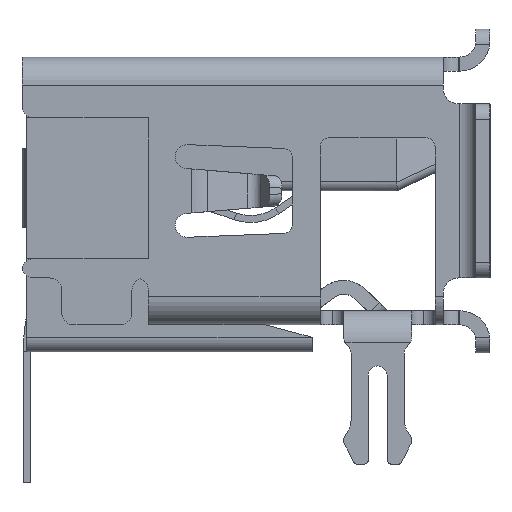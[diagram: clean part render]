
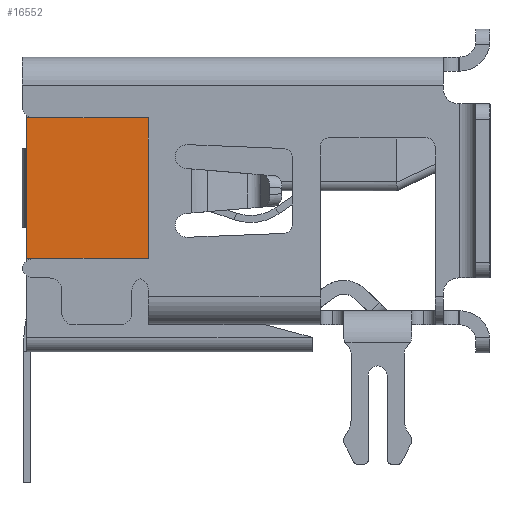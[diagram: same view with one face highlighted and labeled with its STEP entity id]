
A CAD part, left-side view. The second image highlights one B-rep face of the part: STEP entity #16552.
In plain terms, the highlighted planar face has unit normal (-1, 0, 0).
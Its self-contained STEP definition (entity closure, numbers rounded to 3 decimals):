
#515=PLANE('',#17481);
#1076=FACE_OUTER_BOUND('',#1967,.T.);
#1967=EDGE_LOOP('',(#10814,#10815,#10816,#10817));
#2912=LINE('',#23097,#4626);
#2972=LINE('',#23234,#4686);
#3020=LINE('',#23328,#4734);
#3021=LINE('',#23330,#4735);
#4626=VECTOR('',#18807,1000.);
#4686=VECTOR('',#18887,1000.);
#4734=VECTOR('',#18949,1000.);
#4735=VECTOR('',#18952,1000.);
#6730=VERTEX_POINT('',#23094);
#6731=VERTEX_POINT('',#23096);
#6797=VERTEX_POINT('',#23231);
#6798=VERTEX_POINT('',#23233);
#8272=EDGE_CURVE('',#6731,#6730,#2912,.T.);
#8339=EDGE_CURVE('',#6797,#6798,#2972,.T.);
#8390=EDGE_CURVE('',#6731,#6797,#3020,.T.);
#8391=EDGE_CURVE('',#6730,#6798,#3021,.T.);
#10814=ORIENTED_EDGE('',*,*,#8390,.F.);
#10815=ORIENTED_EDGE('',*,*,#8272,.T.);
#10816=ORIENTED_EDGE('',*,*,#8391,.T.);
#10817=ORIENTED_EDGE('',*,*,#8339,.F.);
#16552=ADVANCED_FACE('',(#1076),#515,.T.);
#17481=AXIS2_PLACEMENT_3D('',#23329,#18950,#18951);
#18807=DIRECTION('',(0.,0.,1.));
#18887=DIRECTION('',(0.,0.,1.));
#18949=DIRECTION('',(0.,1.,0.));
#18950=DIRECTION('center_axis',(-1.,0.,0.));
#18951=DIRECTION('ref_axis',(0.,0.,1.));
#18952=DIRECTION('',(0.,1.,0.));
#23094=CARTESIAN_POINT('',(-7.15,-2.7,5.));
#23096=CARTESIAN_POINT('',(-7.15,-2.7,2.));
#23097=CARTESIAN_POINT('',(-7.15,-2.7,5.));
#23231=CARTESIAN_POINT('',(-7.15,-0.1,2.));
#23233=CARTESIAN_POINT('',(-7.15,-0.1,5.));
#23234=CARTESIAN_POINT('',(-7.15,-0.1,5.));
#23328=CARTESIAN_POINT('',(-7.15,-18.208,2.));
#23329=CARTESIAN_POINT('Origin',(-7.15,-18.208,5.));
#23330=CARTESIAN_POINT('',(-7.15,-18.208,5.));
